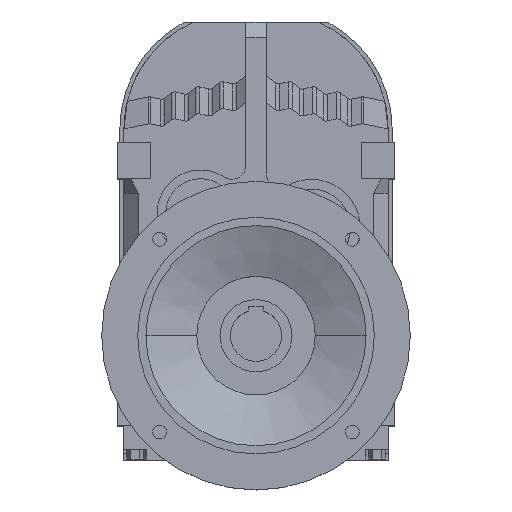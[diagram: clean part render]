
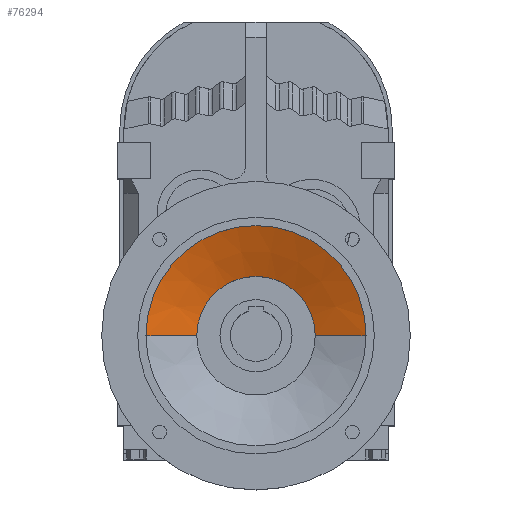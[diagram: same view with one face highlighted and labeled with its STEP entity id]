
A CAD part, top view. The second image highlights one B-rep face of the part: STEP entity #76294.
In plain terms, the highlighted conical face has half-angle 68.962 degrees and reference radius 107 mm.
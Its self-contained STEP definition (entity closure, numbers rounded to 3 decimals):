
#75851 = CYLINDRICAL_SURFACE('',#75852,107.);
#75852 = AXIS2_PLACEMENT_3D('',#75853,#75854,#75855);
#75853 = CARTESIAN_POINT('',(0.,-200.,0.));
#75854 = DIRECTION('',(0.,0.,-1.));
#75855 = DIRECTION('',(-1.,0.,0.));
#76000 = VERTEX_POINT('',#76001);
#76001 = CARTESIAN_POINT('',(-107.,-200.,224.));
#76021 = VERTEX_POINT('',#76022);
#76022 = CARTESIAN_POINT('',(107.,-200.,224.));
#76036 = CONICAL_SURFACE('',#76037,107.,1.204);
#76037 = AXIS2_PLACEMENT_3D('',#76038,#76039,#76040);
#76038 = CARTESIAN_POINT('',(0.,-200.,224.));
#76039 = DIRECTION('',(0.,0.,1.));
#76040 = DIRECTION('',(1.,0.,0.));
#76093 = EDGE_CURVE('',#76000,#76021,#76094,.T.);
#76094 = SURFACE_CURVE('',#76095,(#76100,#76106),.PCURVE_S1.);
#76095 = CIRCLE('',#76096,107.);
#76096 = AXIS2_PLACEMENT_3D('',#76097,#76098,#76099);
#76097 = CARTESIAN_POINT('',(0.,-200.,224.));
#76098 = DIRECTION('',(0.,0.,-1.));
#76099 = DIRECTION('',(-1.,0.,0.));
#76100 = PCURVE('',#75851,#76101);
#76101 = DEFINITIONAL_REPRESENTATION('',(#76102),#76105);
#76102 = B_SPLINE_CURVE_WITH_KNOTS('',1,(#76103,#76104),.UNSPECIFIED.,
  .F.,.F.,(2,2),(0.,3.142),.PIECEWISE_BEZIER_KNOTS.);
#76103 = CARTESIAN_POINT('',(0.,-224.));
#76104 = CARTESIAN_POINT('',(3.142,-224.));
#76105 = ( GEOMETRIC_REPRESENTATION_CONTEXT(2) 
PARAMETRIC_REPRESENTATION_CONTEXT() REPRESENTATION_CONTEXT('2D SPACE',''
  ) );
#76106 = PCURVE('',#76107,#76112);
#76107 = CONICAL_SURFACE('',#76108,107.,1.204);
#76108 = AXIS2_PLACEMENT_3D('',#76109,#76110,#76111);
#76109 = CARTESIAN_POINT('',(0.,-200.,224.));
#76110 = DIRECTION('',(0.,0.,1.));
#76111 = DIRECTION('',(1.,0.,0.));
#76112 = DEFINITIONAL_REPRESENTATION('',(#76113),#76139);
#76113 = B_SPLINE_CURVE_WITH_KNOTS('',3,(#76114,#76115,#76116,#76117,
    #76118,#76119,#76120,#76121,#76122,#76123,#76124,#76125,#76126,
    #76127,#76128,#76129,#76130,#76131,#76132,#76133,#76134,#76135,
    #76136,#76137,#76138),.UNSPECIFIED.,.F.,.F.,(4,1,1,1,1,1,1,1,1,1,1,1
    ,1,1,1,1,1,1,1,1,1,1,4),(0.,0.143,0.286,
    0.428,0.571,0.714,0.857,
    1.,1.142,1.285,1.428,
    1.571,1.714,1.856,1.999,
    2.142,2.285,2.428,2.57,
    2.713,2.856,2.999,3.142),
  .QUASI_UNIFORM_KNOTS.);
#76114 = CARTESIAN_POINT('',(3.142,0.));
#76115 = CARTESIAN_POINT('',(3.094,0.));
#76116 = CARTESIAN_POINT('',(2.999,0.));
#76117 = CARTESIAN_POINT('',(2.856,0.));
#76118 = CARTESIAN_POINT('',(2.713,0.));
#76119 = CARTESIAN_POINT('',(2.57,0.));
#76120 = CARTESIAN_POINT('',(2.428,0.));
#76121 = CARTESIAN_POINT('',(2.285,0.));
#76122 = CARTESIAN_POINT('',(2.142,0.));
#76123 = CARTESIAN_POINT('',(1.999,0.));
#76124 = CARTESIAN_POINT('',(1.856,0.));
#76125 = CARTESIAN_POINT('',(1.714,0.));
#76126 = CARTESIAN_POINT('',(1.571,0.));
#76127 = CARTESIAN_POINT('',(1.428,0.));
#76128 = CARTESIAN_POINT('',(1.285,0.));
#76129 = CARTESIAN_POINT('',(1.142,0.));
#76130 = CARTESIAN_POINT('',(1.,0.));
#76131 = CARTESIAN_POINT('',(0.857,0.));
#76132 = CARTESIAN_POINT('',(0.714,0.));
#76133 = CARTESIAN_POINT('',(0.571,0.));
#76134 = CARTESIAN_POINT('',(0.428,0.));
#76135 = CARTESIAN_POINT('',(0.286,0.));
#76136 = CARTESIAN_POINT('',(0.143,0.));
#76137 = CARTESIAN_POINT('',(0.048,0.));
#76138 = CARTESIAN_POINT('',(0.,0.));
#76139 = ( GEOMETRIC_REPRESENTATION_CONTEXT(2) 
PARAMETRIC_REPRESENTATION_CONTEXT() REPRESENTATION_CONTEXT('2D SPACE',''
  ) );
#76169 = CYLINDRICAL_SURFACE('',#76170,57.6);
#76170 = AXIS2_PLACEMENT_3D('',#76171,#76172,#76173);
#76171 = CARTESIAN_POINT('',(0.,-200.,0.));
#76172 = DIRECTION('',(0.,0.,-1.));
#76173 = DIRECTION('',(-1.,0.,0.));
#76210 = VERTEX_POINT('',#76211);
#76211 = CARTESIAN_POINT('',(57.6,-200.,205.));
#76212 = VERTEX_POINT('',#76213);
#76213 = CARTESIAN_POINT('',(-57.6,-200.,205.));
#76256 = EDGE_CURVE('',#76210,#76021,#76257,.T.);
#76257 = SURFACE_CURVE('',#76258,(#76262,#76268),.PCURVE_S1.);
#76258 = LINE('',#76259,#76260);
#76259 = CARTESIAN_POINT('',(107.,-200.,224.));
#76260 = VECTOR('',#76261,1.);
#76261 = DIRECTION('',(0.933,0.,0.359));
#76262 = PCURVE('',#76036,#76263);
#76263 = DEFINITIONAL_REPRESENTATION('',(#76264),#76267);
#76264 = B_SPLINE_CURVE_WITH_KNOTS('',1,(#76265,#76266),.UNSPECIFIED.,
  .F.,.F.,(2,2),(-52.928,0.),.PIECEWISE_BEZIER_KNOTS.);
#76265 = CARTESIAN_POINT('',(6.283,-19.));
#76266 = CARTESIAN_POINT('',(6.283,0.));
#76267 = ( GEOMETRIC_REPRESENTATION_CONTEXT(2) 
PARAMETRIC_REPRESENTATION_CONTEXT() REPRESENTATION_CONTEXT('2D SPACE',''
  ) );
#76268 = PCURVE('',#76107,#76269);
#76269 = DEFINITIONAL_REPRESENTATION('',(#76270),#76273);
#76270 = B_SPLINE_CURVE_WITH_KNOTS('',1,(#76271,#76272),.UNSPECIFIED.,
  .F.,.F.,(2,2),(-52.928,0.),.PIECEWISE_BEZIER_KNOTS.);
#76271 = CARTESIAN_POINT('',(0.,-19.));
#76272 = CARTESIAN_POINT('',(0.,0.));
#76273 = ( GEOMETRIC_REPRESENTATION_CONTEXT(2) 
PARAMETRIC_REPRESENTATION_CONTEXT() REPRESENTATION_CONTEXT('2D SPACE',''
  ) );
#76276 = EDGE_CURVE('',#76212,#76000,#76277,.T.);
#76277 = SURFACE_CURVE('',#76278,(#76282,#76288),.PCURVE_S1.);
#76278 = LINE('',#76279,#76280);
#76279 = CARTESIAN_POINT('',(-107.,-200.,224.));
#76280 = VECTOR('',#76281,1.);
#76281 = DIRECTION('',(-0.933,0.,
    0.359));
#76282 = PCURVE('',#76036,#76283);
#76283 = DEFINITIONAL_REPRESENTATION('',(#76284),#76287);
#76284 = B_SPLINE_CURVE_WITH_KNOTS('',1,(#76285,#76286),.UNSPECIFIED.,
  .F.,.F.,(2,2),(-52.928,0.),.PIECEWISE_BEZIER_KNOTS.);
#76285 = CARTESIAN_POINT('',(3.142,-19.));
#76286 = CARTESIAN_POINT('',(3.142,0.));
#76287 = ( GEOMETRIC_REPRESENTATION_CONTEXT(2) 
PARAMETRIC_REPRESENTATION_CONTEXT() REPRESENTATION_CONTEXT('2D SPACE',''
  ) );
#76288 = PCURVE('',#76107,#76289);
#76289 = DEFINITIONAL_REPRESENTATION('',(#76290),#76293);
#76290 = B_SPLINE_CURVE_WITH_KNOTS('',1,(#76291,#76292),.UNSPECIFIED.,
  .F.,.F.,(2,2),(-52.928,0.),.PIECEWISE_BEZIER_KNOTS.);
#76291 = CARTESIAN_POINT('',(3.142,-19.));
#76292 = CARTESIAN_POINT('',(3.142,0.));
#76293 = ( GEOMETRIC_REPRESENTATION_CONTEXT(2) 
PARAMETRIC_REPRESENTATION_CONTEXT() REPRESENTATION_CONTEXT('2D SPACE',''
  ) );
#76294 = ADVANCED_FACE('',(#76295),#76107,.F.);
#76295 = FACE_BOUND('',#76296,.F.);
#76296 = EDGE_LOOP('',(#76297,#76298,#76299,#76300));
#76297 = ORIENTED_EDGE('',*,*,#76276,.T.);
#76298 = ORIENTED_EDGE('',*,*,#76093,.T.);
#76299 = ORIENTED_EDGE('',*,*,#76256,.F.);
#76300 = ORIENTED_EDGE('',*,*,#76301,.F.);
#76301 = EDGE_CURVE('',#76212,#76210,#76302,.T.);
#76302 = SURFACE_CURVE('',#76303,(#76308,#76337),.PCURVE_S1.);
#76303 = CIRCLE('',#76304,57.6);
#76304 = AXIS2_PLACEMENT_3D('',#76305,#76306,#76307);
#76305 = CARTESIAN_POINT('',(0.,-200.,205.));
#76306 = DIRECTION('',(0.,0.,-1.));
#76307 = DIRECTION('',(-1.,0.,0.));
#76308 = PCURVE('',#76107,#76309);
#76309 = DEFINITIONAL_REPRESENTATION('',(#76310),#76336);
#76310 = B_SPLINE_CURVE_WITH_KNOTS('',3,(#76311,#76312,#76313,#76314,
    #76315,#76316,#76317,#76318,#76319,#76320,#76321,#76322,#76323,
    #76324,#76325,#76326,#76327,#76328,#76329,#76330,#76331,#76332,
    #76333,#76334,#76335),.UNSPECIFIED.,.F.,.F.,(4,1,1,1,1,1,1,1,1,1,1,1
    ,1,1,1,1,1,1,1,1,1,1,4),(0.,0.143,0.286,
    0.428,0.571,0.714,0.857,
    1.,1.142,1.285,1.428,
    1.571,1.714,1.856,1.999,
    2.142,2.285,2.428,2.57,
    2.713,2.856,2.999,3.142),
  .QUASI_UNIFORM_KNOTS.);
#76311 = CARTESIAN_POINT('',(3.142,-19.));
#76312 = CARTESIAN_POINT('',(3.094,-19.));
#76313 = CARTESIAN_POINT('',(2.999,-19.));
#76314 = CARTESIAN_POINT('',(2.856,-19.));
#76315 = CARTESIAN_POINT('',(2.713,-19.));
#76316 = CARTESIAN_POINT('',(2.57,-19.));
#76317 = CARTESIAN_POINT('',(2.428,-19.));
#76318 = CARTESIAN_POINT('',(2.285,-19.));
#76319 = CARTESIAN_POINT('',(2.142,-19.));
#76320 = CARTESIAN_POINT('',(1.999,-19.));
#76321 = CARTESIAN_POINT('',(1.856,-19.));
#76322 = CARTESIAN_POINT('',(1.714,-19.));
#76323 = CARTESIAN_POINT('',(1.571,-19.));
#76324 = CARTESIAN_POINT('',(1.428,-19.));
#76325 = CARTESIAN_POINT('',(1.285,-19.));
#76326 = CARTESIAN_POINT('',(1.142,-19.));
#76327 = CARTESIAN_POINT('',(1.,-19.));
#76328 = CARTESIAN_POINT('',(0.857,-19.));
#76329 = CARTESIAN_POINT('',(0.714,-19.));
#76330 = CARTESIAN_POINT('',(0.571,-19.));
#76331 = CARTESIAN_POINT('',(0.428,-19.));
#76332 = CARTESIAN_POINT('',(0.286,-19.));
#76333 = CARTESIAN_POINT('',(0.143,-19.));
#76334 = CARTESIAN_POINT('',(0.048,-19.));
#76335 = CARTESIAN_POINT('',(0.,-19.));
#76336 = ( GEOMETRIC_REPRESENTATION_CONTEXT(2) 
PARAMETRIC_REPRESENTATION_CONTEXT() REPRESENTATION_CONTEXT('2D SPACE',''
  ) );
#76337 = PCURVE('',#76169,#76338);
#76338 = DEFINITIONAL_REPRESENTATION('',(#76339),#76342);
#76339 = B_SPLINE_CURVE_WITH_KNOTS('',1,(#76340,#76341),.UNSPECIFIED.,
  .F.,.F.,(2,2),(0.,3.142),.PIECEWISE_BEZIER_KNOTS.);
#76340 = CARTESIAN_POINT('',(0.,-205.));
#76341 = CARTESIAN_POINT('',(3.142,-205.));
#76342 = ( GEOMETRIC_REPRESENTATION_CONTEXT(2) 
PARAMETRIC_REPRESENTATION_CONTEXT() REPRESENTATION_CONTEXT('2D SPACE',''
  ) );
